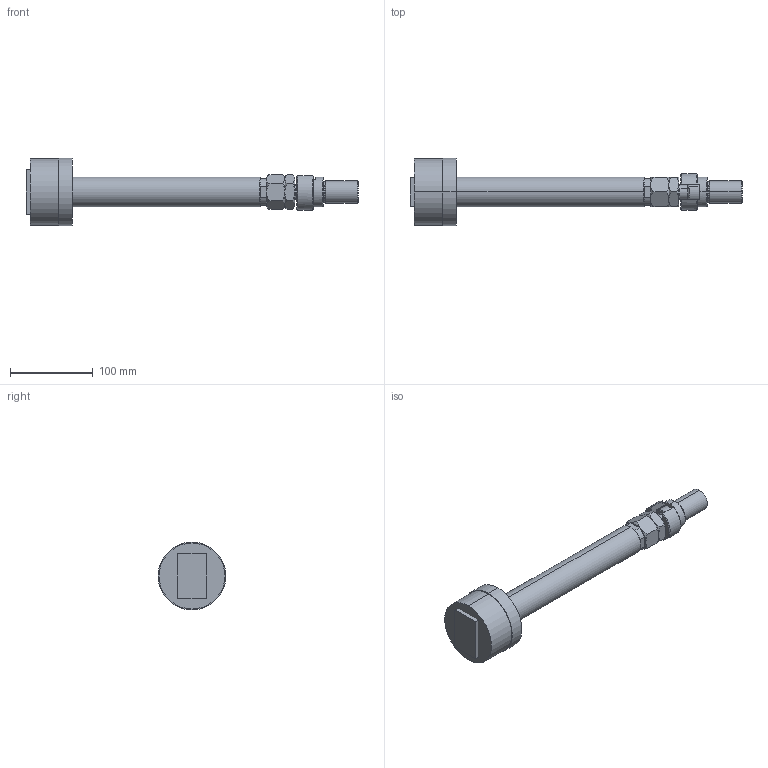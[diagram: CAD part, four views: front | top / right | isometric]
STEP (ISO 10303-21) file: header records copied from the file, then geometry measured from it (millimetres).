
FILE_DESCRIPTION (( 'STEP AP203' ), '1' );
FILE_NAME ('4434.STEP', '2022-04-17T04:30:25', ( '' ), ( '' ), 'SwSTEP 2.0', 'SolidWorks 2019', '' );
FILE_SCHEMA (( 'CONFIG_CONTROL_DESIGN' ));
Length unit declared in the file: millimetre
Products named in the file (7): FEMALE_PART_FOR_DFA ea90a6940d20795c98b8dcee5726d7e2; MFA ea90a6940d20795c98b8dcee5726d7e2; 4434; DFA ea90a6940d20795c98b8dcee5726d7e2; V450CM_E_Body ea90a6940d20795c98b8dcee5726d7e2; V450CM_E_VCP ea90a6940d20795c98b8dcee5726d7e2; V450CM_VC_B ea90a6940d20795c98b8dcee5726d7e2
Assembly tree (6 placements, depth 3):
  4434
    V450CM_E_Body ea90a6940d20795c98b8dcee5726d7e2
    V450CM_E_VCP ea90a6940d20795c98b8dcee5726d7e2
    V450CM_VC_B ea90a6940d20795c98b8dcee5726d7e2
    DFA ea90a6940d20795c98b8dcee5726d7e2
      FEMALE_PART_FOR_DFA ea90a6940d20795c98b8dcee5726d7e2
      MFA ea90a6940d20795c98b8dcee5726d7e2
Bounding box: 401.5 x 82 x 82 mm (x, y, z)
Volume: 671758 mm3; surface area: 100552.1 mm2
Topology: 6 solids, 6 shells, 231 faces, 530 edges, 329 vertices
Faces by surface type: plane 84, cone 54, bspline 54, cylinder 35, torus 4
Entity records: 9543 total; most frequent: CARTESIAN_POINT 3994, ORIENTED_EDGE 1056, DIRECTION 862, EDGE_CURVE 528, VERTEX_POINT 329, AXIS2_PLACEMENT_3D 317, EDGE_LOOP 255, FACE_OUTER_BOUND 231
